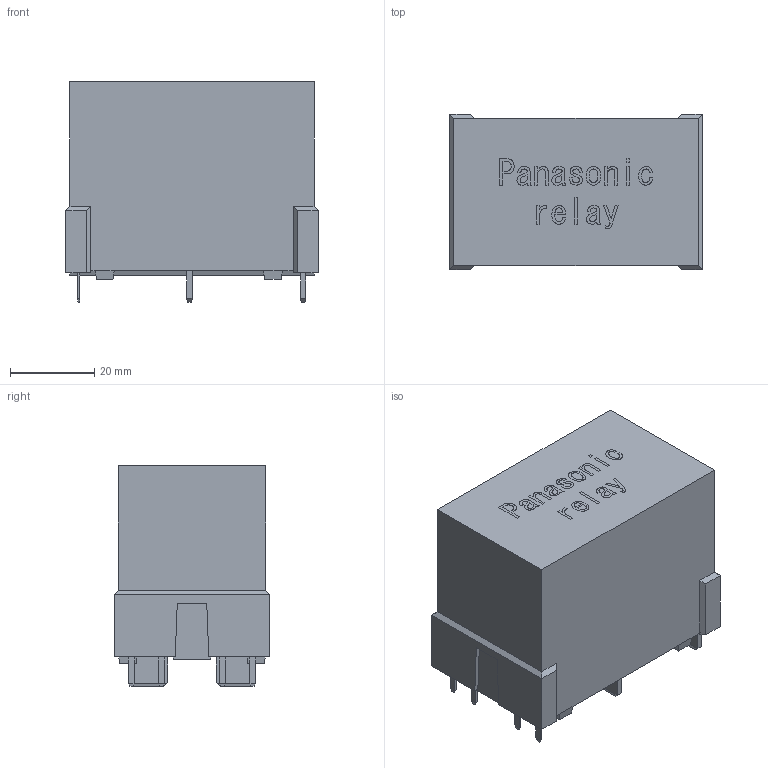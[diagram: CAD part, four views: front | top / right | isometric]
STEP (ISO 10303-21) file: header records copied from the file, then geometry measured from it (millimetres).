
FILE_DESCRIPTION (( 'STEP AP214' ), '1' );
FILE_NAME ('aher2281.step', '2023-06-26T05:41:23', ( '' ), ( 'Panasonic Industry Co., Ltd. 2023' ), '', '', '' );
FILE_SCHEMA (( 'AUTOMOTIVE_DESIGN' ));
Length unit declared in the file: millimetre
Products named in the file (1): aher2281
Bounding box: 60 x 37 x 52.5 mm (x, y, z)
Volume: 93584.1 mm3; surface area: 13765.5 mm2
Topology: 1 solids, 1 shells, 399 faces, 1080 edges, 712 vertices
Faces by surface type: plane 228, bspline 171
Entity records: 17258 total; most frequent: CARTESIAN_POINT 8371, ORIENTED_EDGE 2160, DIRECTION 1196, EDGE_CURVE 1080, VECTOR 738, LINE 738, VERTEX_POINT 712, EDGE_LOOP 428
